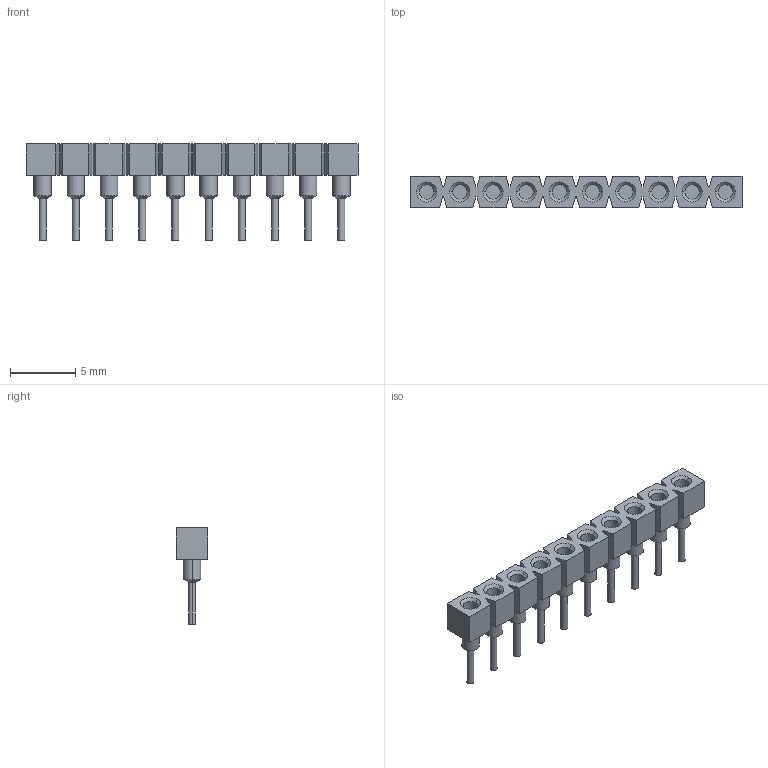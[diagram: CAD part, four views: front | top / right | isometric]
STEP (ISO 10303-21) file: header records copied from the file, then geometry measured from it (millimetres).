
FILE_DESCRIPTION((''),'2;1');
FILE_NAME('C-1-1571994-0','2008-03-31T',('workeradm'),('Tyco Electronics Corporation'),'PRO/ENGINEER BY PARAMETRIC TECHNOLOGY CORPORATION, 2005450','PRO/ENGINEER BY PARAMETRIC TECHNOLOGY CORPORATION, 2005450','');
FILE_SCHEMA(('CONFIG_CONTROL_DESIGN', 'GEOMETRIC_VALIDATION_PROPERTIES_MIM'));
Length unit declared in the file: millimetre
Products named in the file (1): C-1-1571994-0
Bounding box: 25.4 x 2.44 x 7.37 mm (x, y, z)
Volume: 157.3 mm3; surface area: 454.8 mm2
Topology: 1 solids, 1 shells, 198 faces, 468 edges, 292 vertices
Faces by surface type: plane 98, cylinder 60, cone 40
Entity records: 5761 total; most frequent: DIRECTION 1004, CARTESIAN_POINT 959, ORIENTED_EDGE 936, EDGE_CURVE 468, AXIS2_PLACEMENT_3D 338, VECTOR 328, LINE 328, VERTEX_POINT 292
